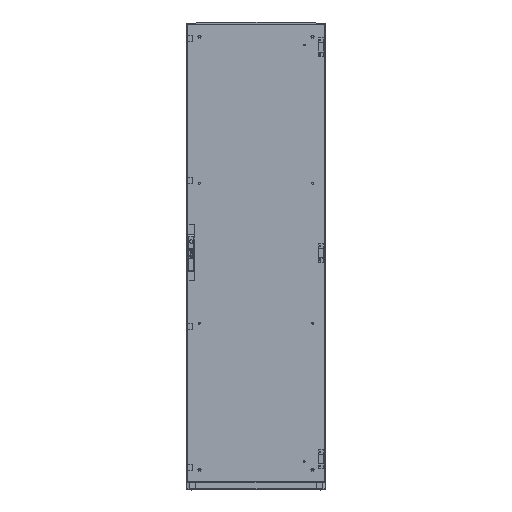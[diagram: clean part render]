
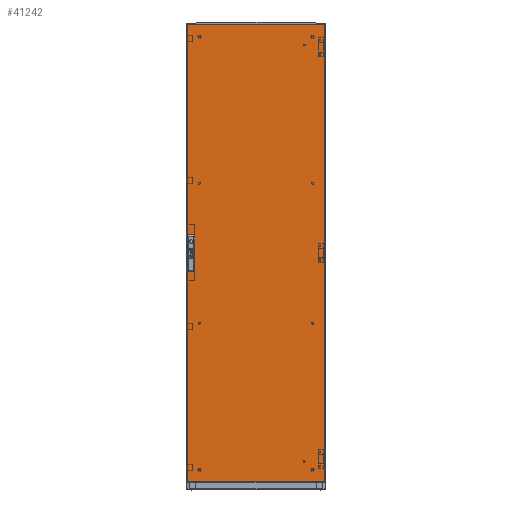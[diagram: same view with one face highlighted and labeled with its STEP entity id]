
A CAD part, top view. The second image highlights one B-rep face of the part: STEP entity #41242.
In plain terms, the highlighted planar face has unit normal (0, 0, 1).
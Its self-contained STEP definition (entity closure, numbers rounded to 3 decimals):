
#1513 = DIRECTION ( 'NONE',  ( 0., 0., 1. ) ) ;
#13199 = DIRECTION ( 'NONE',  ( 0., -1., 0. ) ) ;
#15583 = ORIENTED_EDGE ( 'NONE', *, *, #82362, .T. ) ;
#15953 = ORIENTED_EDGE ( 'NONE', *, *, #88929, .F. ) ;
#16811 = LINE ( 'NONE', #50221, #111743 ) ;
#18350 = CARTESIAN_POINT ( 'NONE',  ( -293.4, 78.5, 0. ) ) ;
#19138 = ORIENTED_EDGE ( 'NONE', *, *, #26659, .T. ) ;
#23291 = CARTESIAN_POINT ( 'NONE',  ( -297., 983.5, 0. ) ) ;
#24194 = VECTOR ( 'NONE', #33060, 1000. ) ;
#26659 = EDGE_CURVE ( 'NONE', #63057, #49988, #63069, .T. ) ;
#27893 = CARTESIAN_POINT ( 'NONE',  ( -293.4, -78.5, 0. ) ) ;
#29247 = FACE_BOUND ( 'NONE', #111778, .T. ) ;
#30910 = ORIENTED_EDGE ( 'NONE', *, *, #61829, .T. ) ;
#33060 = DIRECTION ( 'NONE',  ( 1., 0., 0. ) ) ;
#35893 = EDGE_CURVE ( 'NONE', #36664, #83644, #101594, .T. ) ;
#36342 = EDGE_CURVE ( 'NONE', #63982, #63057, #110023, .T. ) ;
#36664 = VERTEX_POINT ( 'NONE', #18350 ) ;
#36803 = DIRECTION ( 'NONE',  ( 0., -1., 0. ) ) ;
#38575 = VECTOR ( 'NONE', #36803, 1000. ) ;
#40352 = LINE ( 'NONE', #92282, #61933 ) ;
#41242 = ADVANCED_FACE ( 'NONE', ( #29247, #80943 ), #56639, .T. ) ;
#45778 = LINE ( 'NONE', #88025, #24194 ) ;
#45856 = VERTEX_POINT ( 'NONE', #49925 ) ;
#49925 = CARTESIAN_POINT ( 'NONE',  ( -263., 78.5, 0. ) ) ;
#49988 = VERTEX_POINT ( 'NONE', #89612 ) ;
#50221 = CARTESIAN_POINT ( 'NONE',  ( -263., 0., 0. ) ) ;
#52776 = VECTOR ( 'NONE', #89631, 1000. ) ;
#52837 = EDGE_CURVE ( 'NONE', #93868, #63982, #40352, .T. ) ;
#52976 = EDGE_LOOP ( 'NONE', ( #78661, #102270, #19138, #15583 ) ) ;
#53922 = VECTOR ( 'NONE', #98962, 1000. ) ;
#54241 = LINE ( 'NONE', #93365, #105976 ) ;
#56639 = PLANE ( 'NONE',  #77632 ) ;
#59374 = CARTESIAN_POINT ( 'NONE',  ( -297., 983.5, 0. ) ) ;
#60853 = CARTESIAN_POINT ( 'NONE',  ( 297., -983.5, 0. ) ) ;
#61201 = VECTOR ( 'NONE', #87507, 1000. ) ;
#61829 = EDGE_CURVE ( 'NONE', #36664, #45856, #54241, .T. ) ;
#61838 = CARTESIAN_POINT ( 'NONE',  ( -263., -78.5, 0. ) ) ;
#61933 = VECTOR ( 'NONE', #101473, 1000. ) ;
#62451 = CARTESIAN_POINT ( 'NONE',  ( -293.4, -78.5, 0. ) ) ;
#63057 = VERTEX_POINT ( 'NONE', #59374 ) ;
#63069 = LINE ( 'NONE', #91856, #38575 ) ;
#63982 = VERTEX_POINT ( 'NONE', #65545 ) ;
#65545 = CARTESIAN_POINT ( 'NONE',  ( 297., 983.5, 0. ) ) ;
#65838 = DIRECTION ( 'NONE',  ( 1., 0., 0. ) ) ;
#70769 = CARTESIAN_POINT ( 'NONE',  ( -293.4, 0., 0. ) ) ;
#73097 = EDGE_CURVE ( 'NONE', #45856, #96646, #16811, .T. ) ;
#74817 = DIRECTION ( 'NONE',  ( 1., 0., 0. ) ) ;
#77632 = AXIS2_PLACEMENT_3D ( 'NONE', #83888, #1513, #65838 ) ;
#78262 = LINE ( 'NONE', #62451, #53922 ) ;
#78661 = ORIENTED_EDGE ( 'NONE', *, *, #52837, .T. ) ;
#80943 = FACE_OUTER_BOUND ( 'NONE', #52976, .T. ) ;
#82362 = EDGE_CURVE ( 'NONE', #49988, #93868, #45778, .T. ) ;
#83644 = VERTEX_POINT ( 'NONE', #27893 ) ;
#83888 = CARTESIAN_POINT ( 'NONE',  ( 0., 0., 0. ) ) ;
#87507 = DIRECTION ( 'NONE',  ( -1., 0., 0. ) ) ;
#88025 = CARTESIAN_POINT ( 'NONE',  ( -297., -983.5, 0. ) ) ;
#88929 = EDGE_CURVE ( 'NONE', #83644, #96646, #78262, .T. ) ;
#89612 = CARTESIAN_POINT ( 'NONE',  ( -297., -983.5, 0. ) ) ;
#89631 = DIRECTION ( 'NONE',  ( 0., -1., 0. ) ) ;
#91856 = CARTESIAN_POINT ( 'NONE',  ( -297., 983.5, 0. ) ) ;
#92282 = CARTESIAN_POINT ( 'NONE',  ( 297., 983.5, 0. ) ) ;
#93365 = CARTESIAN_POINT ( 'NONE',  ( -293.4, 78.5, 0. ) ) ;
#93868 = VERTEX_POINT ( 'NONE', #60853 ) ;
#94570 = ORIENTED_EDGE ( 'NONE', *, *, #35893, .F. ) ;
#96646 = VERTEX_POINT ( 'NONE', #61838 ) ;
#96797 = ORIENTED_EDGE ( 'NONE', *, *, #73097, .T. ) ;
#98962 = DIRECTION ( 'NONE',  ( 1., 0., 0. ) ) ;
#101473 = DIRECTION ( 'NONE',  ( 0., 1., 0. ) ) ;
#101594 = LINE ( 'NONE', #70769, #52776 ) ;
#102270 = ORIENTED_EDGE ( 'NONE', *, *, #36342, .T. ) ;
#105976 = VECTOR ( 'NONE', #74817, 1000. ) ;
#110023 = LINE ( 'NONE', #23291, #61201 ) ;
#111743 = VECTOR ( 'NONE', #13199, 1000. ) ;
#111778 = EDGE_LOOP ( 'NONE', ( #30910, #96797, #15953, #94570 ) ) ;
